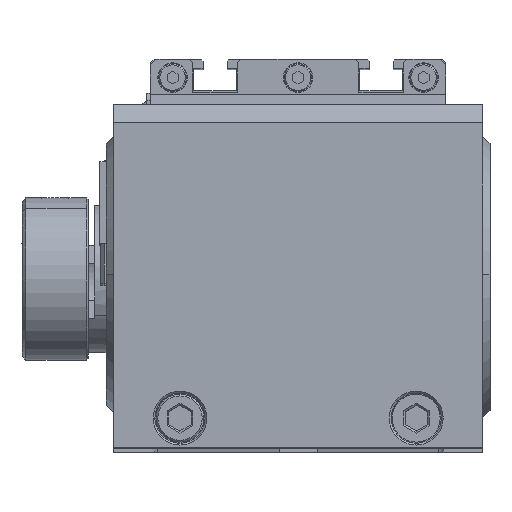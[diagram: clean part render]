
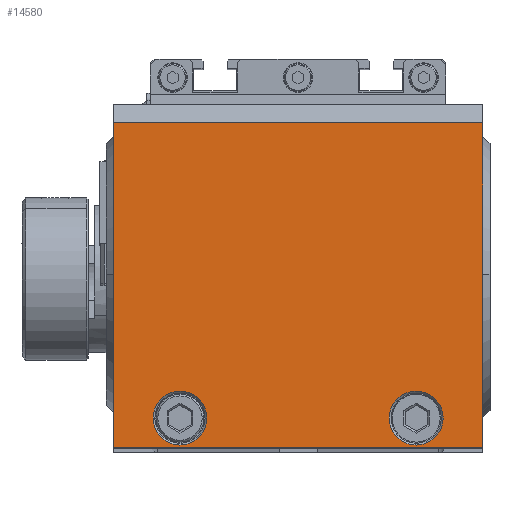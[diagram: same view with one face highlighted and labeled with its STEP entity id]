
A CAD part, top view. The second image highlights one B-rep face of the part: STEP entity #14580.
In plain terms, the highlighted face is planar.
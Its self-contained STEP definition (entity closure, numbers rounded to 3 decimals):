
#84 = EDGE_LOOP ( 'NONE', ( #28770, #14194, #29159, #17211 ) ) ;
#1004 = CARTESIAN_POINT ( 'NONE',  ( -50., 0., -90. ) ) ;
#1174 = CARTESIAN_POINT ( 'NONE',  ( 39.3, 8., -90. ) ) ;
#1294 = CARTESIAN_POINT ( 'NONE',  ( -32., 8., -90. ) ) ;
#2946 = VERTEX_POINT ( 'NONE', #30737 ) ;
#3360 = VECTOR ( 'NONE', #30158, 1000. ) ;
#3600 = CIRCLE ( 'NONE', #12633, 7.3 ) ;
#3821 = VECTOR ( 'NONE', #26964, 1000. ) ;
#4420 = CARTESIAN_POINT ( 'NONE',  ( 50., 0., -90. ) ) ;
#4957 = VECTOR ( 'NONE', #7490, 1000. ) ;
#5670 = EDGE_CURVE ( 'NONE', #10496, #7592, #32364, .T. ) ;
#7490 = DIRECTION ( 'NONE',  ( 1., 0., 0. ) ) ;
#7592 = VERTEX_POINT ( 'NONE', #19198 ) ;
#7796 = CARTESIAN_POINT ( 'NONE',  ( -50., 88., -90. ) ) ;
#7799 = EDGE_LOOP ( 'NONE', ( #35055, #15664 ) ) ;
#8812 = CARTESIAN_POINT ( 'NONE',  ( -50., 0., -90. ) ) ;
#9355 = AXIS2_PLACEMENT_3D ( 'NONE', #1294, #23103, #9537 ) ;
#9403 = AXIS2_PLACEMENT_3D ( 'NONE', #14891, #25973, #25856 ) ;
#9537 = DIRECTION ( 'NONE',  ( -1., 0., 0. ) ) ;
#9599 = PLANE ( 'NONE',  #21916 ) ;
#10064 = DIRECTION ( 'NONE',  ( -1., 0., 0. ) ) ;
#10250 = EDGE_CURVE ( 'NONE', #18928, #2946, #12034, .T. ) ;
#10305 = CARTESIAN_POINT ( 'NONE',  ( 50., 0., -90. ) ) ;
#10496 = VERTEX_POINT ( 'NONE', #1174 ) ;
#10568 = CARTESIAN_POINT ( 'NONE',  ( -39.3, 8., -90. ) ) ;
#10618 = DIRECTION ( 'NONE',  ( -1., 0., 0. ) ) ;
#10831 = CARTESIAN_POINT ( 'NONE',  ( 32., 8., -90. ) ) ;
#10846 = VERTEX_POINT ( 'NONE', #10305 ) ;
#11437 = EDGE_CURVE ( 'NONE', #21496, #34753, #31107, .T. ) ;
#11852 = CARTESIAN_POINT ( 'NONE',  ( -50., 0., -90. ) ) ;
#12034 = CIRCLE ( 'NONE', #13134, 7.3 ) ;
#12633 = AXIS2_PLACEMENT_3D ( 'NONE', #10831, #19394, #32797 ) ;
#12878 = DIRECTION ( 'NONE',  ( 0., 0., 1. ) ) ;
#13134 = AXIS2_PLACEMENT_3D ( 'NONE', #23721, #12878, #10618 ) ;
#13311 = LINE ( 'NONE', #4420, #29573 ) ;
#14194 = ORIENTED_EDGE ( 'NONE', *, *, #11437, .T. ) ;
#14580 = ADVANCED_FACE ( 'NONE', ( #25714, #15076, #35133 ), #9599, .T. ) ;
#14891 = CARTESIAN_POINT ( 'NONE',  ( 32., 8., -90. ) ) ;
#15076 = FACE_BOUND ( 'NONE', #25411, .T. ) ;
#15233 = DIRECTION ( 'NONE',  ( 0., 1., 0. ) ) ;
#15664 = ORIENTED_EDGE ( 'NONE', *, *, #31798, .T. ) ;
#15736 = EDGE_CURVE ( 'NONE', #10846, #34753, #13311, .T. ) ;
#17211 = ORIENTED_EDGE ( 'NONE', *, *, #33205, .F. ) ;
#18729 = VERTEX_POINT ( 'NONE', #11852 ) ;
#18928 = VERTEX_POINT ( 'NONE', #10568 ) ;
#19198 = CARTESIAN_POINT ( 'NONE',  ( 24.7, 8., -90. ) ) ;
#19394 = DIRECTION ( 'NONE',  ( 0., 0., 1. ) ) ;
#21034 = ORIENTED_EDGE ( 'NONE', *, *, #5670, .T. ) ;
#21496 = VERTEX_POINT ( 'NONE', #30333 ) ;
#21916 = AXIS2_PLACEMENT_3D ( 'NONE', #1004, #26171, #10064 ) ;
#22236 = ORIENTED_EDGE ( 'NONE', *, *, #25280, .T. ) ;
#23103 = DIRECTION ( 'NONE',  ( 0., 0., 1. ) ) ;
#23693 = LINE ( 'NONE', #31941, #4957 ) ;
#23721 = CARTESIAN_POINT ( 'NONE',  ( -32., 8., -90. ) ) ;
#25057 = CIRCLE ( 'NONE', #9355, 7.3 ) ;
#25280 = EDGE_CURVE ( 'NONE', #7592, #10496, #3600, .T. ) ;
#25411 = EDGE_LOOP ( 'NONE', ( #22236, #21034 ) ) ;
#25714 = FACE_BOUND ( 'NONE', #7799, .T. ) ;
#25856 = DIRECTION ( 'NONE',  ( -1., 0., 0. ) ) ;
#25973 = DIRECTION ( 'NONE',  ( 0., 0., 1. ) ) ;
#26171 = DIRECTION ( 'NONE',  ( 0., 0., -1. ) ) ;
#26345 = LINE ( 'NONE', #8812, #3360 ) ;
#26964 = DIRECTION ( 'NONE',  ( 1., 0., 0. ) ) ;
#28756 = EDGE_CURVE ( 'NONE', #18729, #21496, #26345, .T. ) ;
#28770 = ORIENTED_EDGE ( 'NONE', *, *, #28756, .T. ) ;
#29159 = ORIENTED_EDGE ( 'NONE', *, *, #15736, .F. ) ;
#29573 = VECTOR ( 'NONE', #15233, 1000. ) ;
#30158 = DIRECTION ( 'NONE',  ( 0., 1., 0. ) ) ;
#30333 = CARTESIAN_POINT ( 'NONE',  ( -50., 88., -90. ) ) ;
#30737 = CARTESIAN_POINT ( 'NONE',  ( -24.7, 8., -90. ) ) ;
#31107 = LINE ( 'NONE', #7796, #3821 ) ;
#31798 = EDGE_CURVE ( 'NONE', #2946, #18928, #25057, .T. ) ;
#31941 = CARTESIAN_POINT ( 'NONE',  ( -50., 0., -90. ) ) ;
#32364 = CIRCLE ( 'NONE', #9403, 7.3 ) ;
#32797 = DIRECTION ( 'NONE',  ( -1., 0., 0. ) ) ;
#33205 = EDGE_CURVE ( 'NONE', #18729, #10846, #23693, .T. ) ;
#34218 = CARTESIAN_POINT ( 'NONE',  ( 50., 88., -90. ) ) ;
#34753 = VERTEX_POINT ( 'NONE', #34218 ) ;
#35055 = ORIENTED_EDGE ( 'NONE', *, *, #10250, .T. ) ;
#35133 = FACE_OUTER_BOUND ( 'NONE', #84, .T. ) ;
